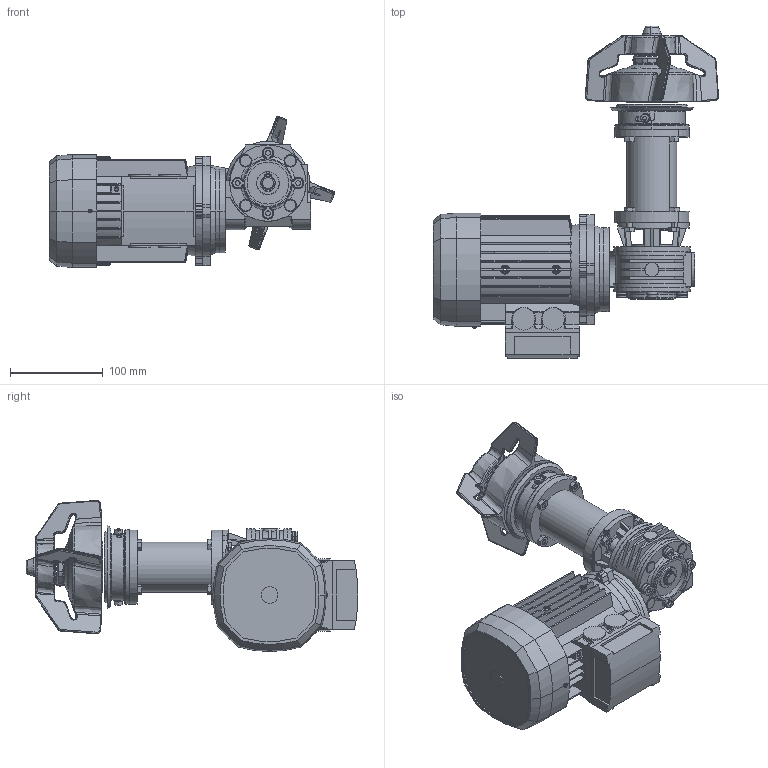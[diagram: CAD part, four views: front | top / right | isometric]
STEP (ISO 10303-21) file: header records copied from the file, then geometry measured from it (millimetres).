
FILE_DESCRIPTION (( 'STEP AP203' ), '1' );
FILE_NAME ('Complete Mixer GMP500 E2, standard (IEC).STEP', '2007-05-28T15:06:03', ( ' ' ), ( ' ' ), 'SwSTEP 2.0', 'SolidWorks 2005235', '' );
FILE_SCHEMA (( 'CONFIG_CONTROL_DESIGN' ));
Products named in the file (1): Complete Mixer GMP500 E2, standard (IEC)
Bounding box: 306.67 x 356.95 x 162.47 mm (x, y, z)
Surface area: 392283.3 mm2 (no closed solid volume)
Topology: 0 solids, 60 shells, 1252 faces, 4033 edges, 2731 vertices
Faces by surface type: plane 476, cylinder 401, bspline 149, cone 139, torus 87
Entity records: 60276 total; most frequent: CARTESIAN_POINT 26774, ORIENTED_EDGE 6852, DIRECTION 6633, EDGE_CURVE 4028, VERTEX_POINT 2731, AXIS2_PLACEMENT_3D 2513, VECTOR 1607, LINE 1607
